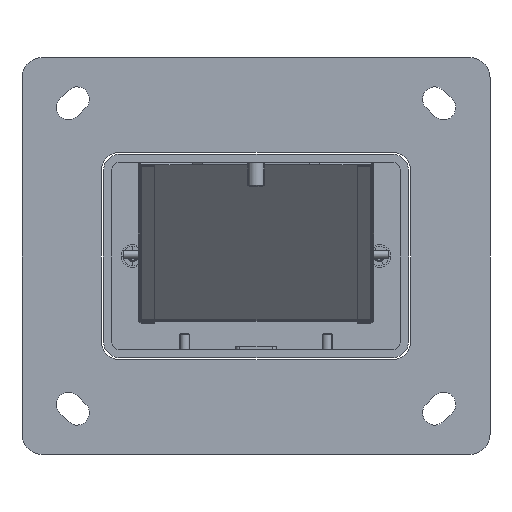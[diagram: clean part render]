
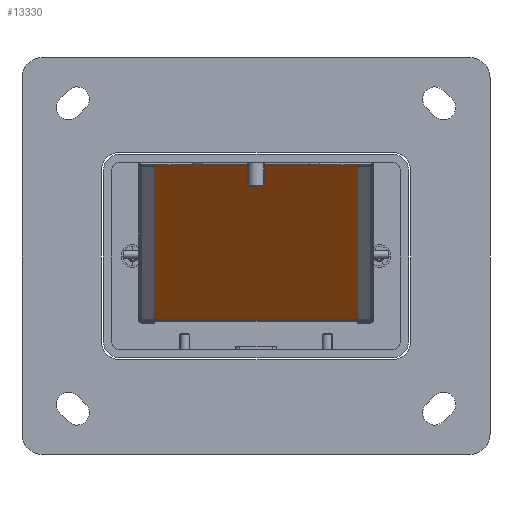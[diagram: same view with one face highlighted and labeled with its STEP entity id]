
A CAD part, front view. The second image highlights one B-rep face of the part: STEP entity #13330.
In plain terms, the highlighted planar face has unit normal (0, -0.405, -0.914).
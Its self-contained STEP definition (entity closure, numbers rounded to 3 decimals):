
#359 = VECTOR ( 'NONE', #9094, 1000. ) ;
#753 = EDGE_CURVE ( 'NONE', #13949, #10697, #2232, .T. ) ;
#832 = DIRECTION ( 'NONE',  ( 1., 0., 0. ) ) ;
#883 = EDGE_LOOP ( 'NONE', ( #1056, #11326, #12921, #8541, #12435, #13827 ) ) ;
#905 = CARTESIAN_POINT ( 'NONE',  ( 56.65, 658.794, 44.914 ) ) ;
#1050 = CARTESIAN_POINT ( 'NONE',  ( 56.65, 658.794, 44.914 ) ) ;
#1056 = ORIENTED_EDGE ( 'NONE', *, *, #4045, .T. ) ;
#1244 = PLANE ( 'NONE',  #4623 ) ;
#1329 = CARTESIAN_POINT ( 'NONE',  ( 56.65, 658.794, 44.914 ) ) ;
#1338 = CARTESIAN_POINT ( 'NONE',  ( 56.65, 832.363, -31.943 ) ) ;
#1792 = VERTEX_POINT ( 'NONE', #1338 ) ;
#2100 = DIRECTION ( 'NONE',  ( 0., -0.914, 0.405 ) ) ;
#2232 = LINE ( 'NONE', #1050, #5879 ) ;
#2666 = VERTEX_POINT ( 'NONE', #12632 ) ;
#3546 = DIRECTION ( 'NONE',  ( 0., -0.405, -0.914 ) ) ;
#4045 = EDGE_CURVE ( 'NONE', #4644, #14209, #12979, .T. ) ;
#4354 = CARTESIAN_POINT ( 'NONE',  ( 56.65, 832.363, -31.943 ) ) ;
#4623 = AXIS2_PLACEMENT_3D ( 'NONE', #13805, #3546, #8116 ) ;
#4644 = VERTEX_POINT ( 'NONE', #905 ) ;
#5428 = CARTESIAN_POINT ( 'NONE',  ( 31.35, 658.794, 44.914 ) ) ;
#5625 = DIRECTION ( 'NONE',  ( -1., 0., 0. ) ) ;
#5879 = VECTOR ( 'NONE', #832, 1000. ) ;
#5925 = DIRECTION ( 'NONE',  ( -1., 0., 0. ) ) ;
#6694 = CARTESIAN_POINT ( 'NONE',  ( -56.65, 833.277, -32.348 ) ) ;
#7283 = CARTESIAN_POINT ( 'NONE',  ( 56.65, 658.794, 44.914 ) ) ;
#7574 = CARTESIAN_POINT ( 'NONE',  ( 56.65, 833.277, -32.348 ) ) ;
#7742 = LINE ( 'NONE', #4354, #12291 ) ;
#7786 = LINE ( 'NONE', #7574, #10332 ) ;
#7942 = EDGE_CURVE ( 'NONE', #2666, #13949, #12692, .T. ) ;
#8051 = DIRECTION ( 'NONE',  ( -1., 0., 0. ) ) ;
#8116 = DIRECTION ( 'NONE',  ( 0., 0.914, -0.405 ) ) ;
#8294 = EDGE_CURVE ( 'NONE', #1792, #2666, #7742, .T. ) ;
#8541 = ORIENTED_EDGE ( 'NONE', *, *, #7942, .F. ) ;
#9092 = EDGE_CURVE ( 'NONE', #14209, #10697, #10286, .T. ) ;
#9094 = DIRECTION ( 'NONE',  ( 0., -0.914, 0.405 ) ) ;
#9121 = CARTESIAN_POINT ( 'NONE',  ( -56.65, 658.794, 44.914 ) ) ;
#9635 = VECTOR ( 'NONE', #8051, 1000. ) ;
#10286 = LINE ( 'NONE', #1329, #9635 ) ;
#10332 = VECTOR ( 'NONE', #2100, 1000. ) ;
#10697 = VERTEX_POINT ( 'NONE', #14552 ) ;
#11326 = ORIENTED_EDGE ( 'NONE', *, *, #9092, .T. ) ;
#11348 = FACE_OUTER_BOUND ( 'NONE', #883, .T. ) ;
#11568 = EDGE_CURVE ( 'NONE', #1792, #4644, #7786, .T. ) ;
#12291 = VECTOR ( 'NONE', #5625, 1000. ) ;
#12435 = ORIENTED_EDGE ( 'NONE', *, *, #8294, .F. ) ;
#12632 = CARTESIAN_POINT ( 'NONE',  ( -56.65, 832.363, -31.943 ) ) ;
#12692 = LINE ( 'NONE', #6694, #359 ) ;
#12921 = ORIENTED_EDGE ( 'NONE', *, *, #753, .F. ) ;
#12979 = LINE ( 'NONE', #7283, #13467 ) ;
#13330 = ADVANCED_FACE ( 'NONE', ( #11348 ), #1244, .T. ) ;
#13467 = VECTOR ( 'NONE', #5925, 1000. ) ;
#13805 = CARTESIAN_POINT ( 'NONE',  ( 56.65, 833.277, -32.348 ) ) ;
#13827 = ORIENTED_EDGE ( 'NONE', *, *, #11568, .T. ) ;
#13949 = VERTEX_POINT ( 'NONE', #9121 ) ;
#14209 = VERTEX_POINT ( 'NONE', #5428 ) ;
#14552 = CARTESIAN_POINT ( 'NONE',  ( -31.35, 658.794, 44.914 ) ) ;
